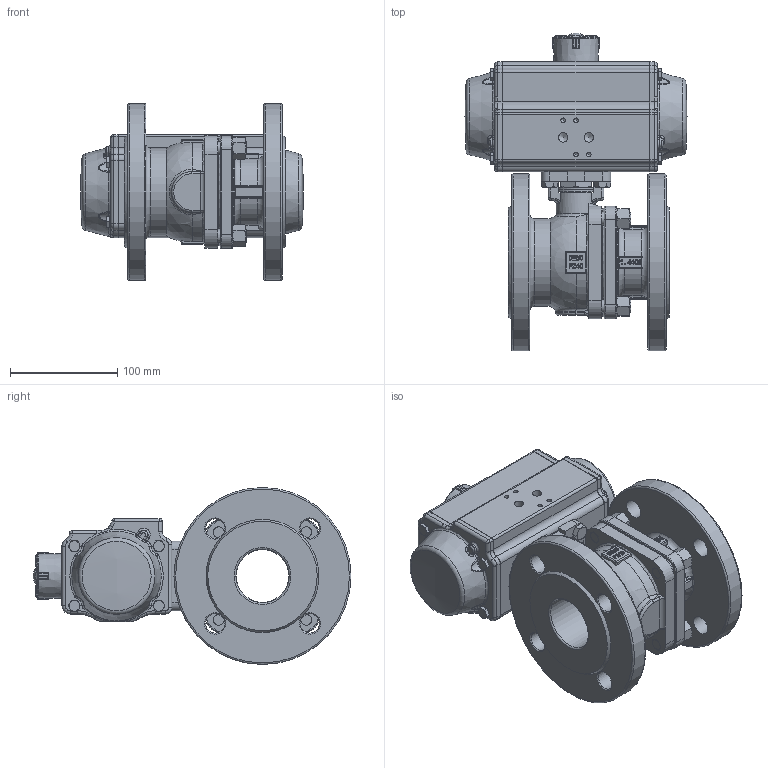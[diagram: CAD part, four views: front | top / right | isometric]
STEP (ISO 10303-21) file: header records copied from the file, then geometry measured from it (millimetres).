
FILE_DESCRIPTION(/* description */ ('Unknown'),/* implementation_level */ '2;1');
FILE_NAME(/* name */ 'DW04 0921_0930-09',/* time_stamp */ '2023-08-01T12:33:51+02:00',/* author */ ('Unknown'),/* organization */ ('Unknown'),/* preprocessor_version */ 'ST-DEVELOPER v18.102',/* originating_system */ 'Solid Edge',/* authorisation */ 'Unknown');
FILE_SCHEMA (('AUTOMOTIVE_DESIGN {1 0 10303 214 3 1 1}'));
Products named in the file (21): DW70-8.200.050; 921_930-09; DN50 PN40 KV-L6N概极; DN50 PN40 KV-L6N概裔; 概裝KV-L41+O-Ring; 跡鰍; 評倛粟え; hex jam nut_ai_HJNUT 0.7500-16-D-N; 滅侂菜え; 方口垫圈; M12X39邧芛蹟邡; hexagon nuts grade c gb_GB_FASTENER_NUT_SNC1 M12-N; DW04_FR03_(DW70_FR52); ____; ________(___________; _____________; ______; hex head bolts-full thread grade c gb_GB_FASTENER_BOLT_HHBFTC M6X20-N; cup head nib bolts with large head gb_GB_FASTENER_BOLT_CHNBW M6X25-N; KP-75; DIN 933 M8x25 A2-70 BLK_EDST
Assembly tree (39 placements, depth 4):
  DW70-8.200.050
    921_930-09
      DN50 PN40 KV-L6N概极
      DN50 PN40 KV-L6N概裔
      概裝KV-L41+O-Ring
      跡鰍
      評倛粟え  x2
      hex jam nut_ai_HJNUT 0.7500-16-D-N
      滅侂菜え
      方口垫圈
      M12X39邧芛蹟邡  x4
      hexagon nuts grade c gb_GB_FASTENER_NUT_SNC1 M12-N  x4
    DW04_FR03_(DW70_FR52)
      ____
        ________(___________  x2
        _____________  x2
        ______
      hex head bolts-full thread grade c gb_GB_FASTENER_BOLT_HHBFTC M6X20-N  x8
      cup head nib bolts with large head gb_GB_FASTENER_BOLT_CHNBW M6X25-N
      KP-75
    DIN 933 M8x25 A2-70 BLK_EDST  x4
Bounding box: 206.95 x 296.4 x 165 mm (x, y, z)
Volume: 2859275.1 mm3; surface area: 339886.7 mm2
Topology: 36 solids, 36 shells, 1823 faces, 4424 edges, 2719 vertices
Faces by surface type: plane 784, cylinder 439, bspline 228, cone 196, torus 148, sphere 28
Full cylindrical faces by diameter (mm): 3 x18, 3.3 x8, 4.2 x8, 4.66 x1, 5 x13, 6 x9, 6.2 x1, 6.8 x4, 7 x4, 8 x4, 8.8 x2, 9 x4, 10.106 x4, 10.2 x4, 12 x4, 13 x4, 14 x4, 16.5 x1, 17.462 x1, 18 x8, 19 x3, 19.05 x1, 19.2 x2, 19.5 x1, 21.8 x1, 24.6 x1, 25 x3, 25.5 x1, 28 x1, 32 x2
Entity records: 53697 total; most frequent: CARTESIAN_POINT 21103, ORIENTED_EDGE 6526, DIRECTION 6334, EDGE_CURVE 3263, AXIS2_PLACEMENT_3D 2349, VERTEX_POINT 2154, FACE_BOUND 1799, EDGE_LOOP 1772
